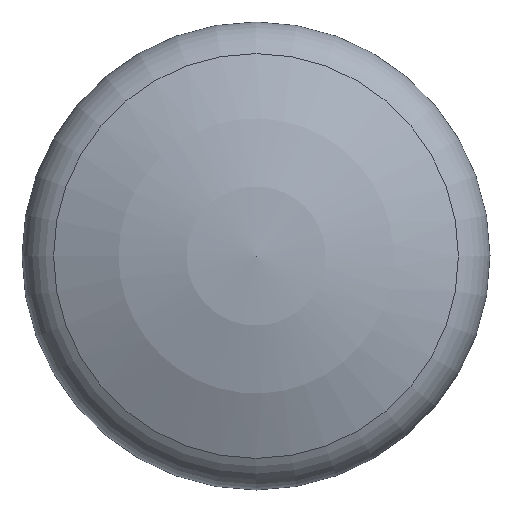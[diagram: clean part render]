
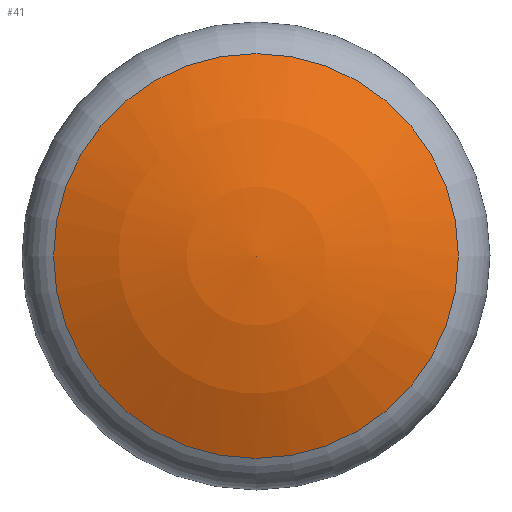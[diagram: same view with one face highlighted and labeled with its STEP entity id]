
A CAD part, left-side view. The second image highlights one B-rep face of the part: STEP entity #41.
In plain terms, the highlighted spherical face has radius 52.5 mm.
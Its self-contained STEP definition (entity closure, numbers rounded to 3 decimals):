
#41 = ADVANCED_FACE( '', ( #84, #85 ), #86, .T. );
#84 = FACE_BOUND( '', #127, .T. );
#85 = FACE_OUTER_BOUND( '', #128, .T. );
#86 = SPHERICAL_SURFACE( '', #129, 52.5 );
#127 = VERTEX_LOOP( '', #172 );
#128 = EDGE_LOOP( '', ( #173 ) );
#129 = AXIS2_PLACEMENT_3D( '', #174, #175, #176 );
#172 = VERTEX_POINT( '', #211 );
#173 = ORIENTED_EDGE( '', *, *, #209, .F. );
#174 = CARTESIAN_POINT( '', ( 35.5, 0., 0. ) );
#175 = DIRECTION( '', ( 1., 0., 0. ) );
#176 = DIRECTION( '', ( 0., 1., 0. ) );
#209 = EDGE_CURVE( '', #232, #232, #233, .T. );
#211 = CARTESIAN_POINT( '', ( -17., 0., 0. ) );
#232 = VERTEX_POINT( '', #257 );
#233 = CIRCLE( '', #258, 22.703 );
#257 = CARTESIAN_POINT( '', ( -11.837, 0., -22.703 ) );
#258 = AXIS2_PLACEMENT_3D( '', #282, #283, #284 );
#282 = CARTESIAN_POINT( '', ( -11.837, 0., 0. ) );
#283 = DIRECTION( '', ( 1., 0., 0. ) );
#284 = DIRECTION( '', ( 0., 0., -1. ) );
